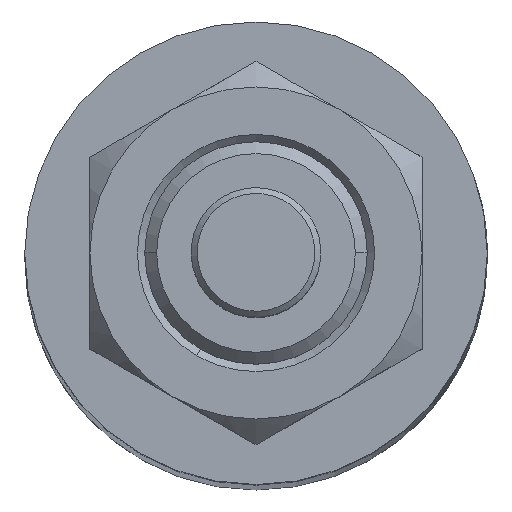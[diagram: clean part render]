
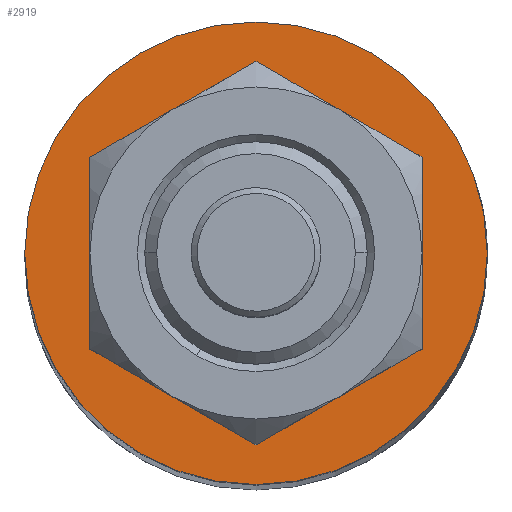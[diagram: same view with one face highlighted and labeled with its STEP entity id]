
A CAD part, top view. The second image highlights one B-rep face of the part: STEP entity #2919.
In plain terms, the highlighted planar face has unit normal (0, 0, 1).
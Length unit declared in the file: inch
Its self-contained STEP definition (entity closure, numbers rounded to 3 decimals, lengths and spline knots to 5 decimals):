
#69 = PLANE ( 'NONE',  #1837 ) ;
#129 = ORIENTED_EDGE ( 'NONE', *, *, #3132, .T. ) ;
#201 = CIRCLE ( 'NONE', #2675, 0.78 ) ;
#247 = EDGE_CURVE ( 'NONE', #298, #913, #2921, .T. ) ;
#298 = VERTEX_POINT ( 'NONE', #1694 ) ;
#350 = CARTESIAN_POINT ( 'NONE',  ( 0., 0., -0.88 ) ) ;
#458 = AXIS2_PLACEMENT_3D ( 'NONE', #2131, #647, #2379 ) ;
#562 = EDGE_LOOP ( 'NONE', ( #1239, #1156 ) ) ;
#567 = CARTESIAN_POINT ( 'NONE',  ( 0., 0.78, -0.88 ) ) ;
#606 = DIRECTION ( 'NONE',  ( 1., 0., 0. ) ) ;
#647 = DIRECTION ( 'NONE',  ( 0., 0., 1. ) ) ;
#754 = CARTESIAN_POINT ( 'NONE',  ( -0.78, 0., -0.88 ) ) ;
#762 = AXIS2_PLACEMENT_3D ( 'NONE', #945, #2679, #1203 ) ;
#783 = AXIS2_PLACEMENT_3D ( 'NONE', #2869, #1402, #3122 ) ;
#913 = VERTEX_POINT ( 'NONE', #1324 ) ;
#945 = CARTESIAN_POINT ( 'NONE',  ( 0., 0., -0.88 ) ) ;
#1010 = ORIENTED_EDGE ( 'NONE', *, *, #3006, .T. ) ;
#1061 = DIRECTION ( 'NONE',  ( 0., 0., -1. ) ) ;
#1098 = VERTEX_POINT ( 'NONE', #754 ) ;
#1156 = ORIENTED_EDGE ( 'NONE', *, *, #247, .F. ) ;
#1203 = DIRECTION ( 'NONE',  ( 1., 0., 0. ) ) ;
#1239 = ORIENTED_EDGE ( 'NONE', *, *, #3127, .F. ) ;
#1324 = CARTESIAN_POINT ( 'NONE',  ( 0.373, 0., -0.88 ) ) ;
#1402 = DIRECTION ( 'NONE',  ( 0., 0., 1. ) ) ;
#1446 = CIRCLE ( 'NONE', #458, 0.373 ) ;
#1675 = FACE_BOUND ( 'NONE', #562, .T. ) ;
#1694 = CARTESIAN_POINT ( 'NONE',  ( -0.373, 0., -0.88 ) ) ;
#1837 = AXIS2_PLACEMENT_3D ( 'NONE', #567, #1061, #2789 ) ;
#2083 = DIRECTION ( 'NONE',  ( 0., 0., 1. ) ) ;
#2131 = CARTESIAN_POINT ( 'NONE',  ( 0., 0., -0.88 ) ) ;
#2159 = EDGE_LOOP ( 'NONE', ( #129, #1010 ) ) ;
#2379 = DIRECTION ( 'NONE',  ( 1., 0., 0. ) ) ;
#2543 = VERTEX_POINT ( 'NONE', #2873 ) ;
#2675 = AXIS2_PLACEMENT_3D ( 'NONE', #350, #2083, #606 ) ;
#2679 = DIRECTION ( 'NONE',  ( 0., 0., 1. ) ) ;
#2789 = DIRECTION ( 'NONE',  ( -1., 0., 0. ) ) ;
#2869 = CARTESIAN_POINT ( 'NONE',  ( 0., 0., -0.88 ) ) ;
#2873 = CARTESIAN_POINT ( 'NONE',  ( 0.78, 0., -0.88 ) ) ;
#2919 = ADVANCED_FACE ( 'NONE', ( #2984, #1675 ), #69, .F. ) ;
#2921 = CIRCLE ( 'NONE', #762, 0.373 ) ;
#2984 = FACE_OUTER_BOUND ( 'NONE', #2159, .T. ) ;
#3006 = EDGE_CURVE ( 'NONE', #1098, #2543, #201, .T. ) ;
#3021 = CIRCLE ( 'NONE', #783, 0.78 ) ;
#3122 = DIRECTION ( 'NONE',  ( 1., 0., 0. ) ) ;
#3127 = EDGE_CURVE ( 'NONE', #913, #298, #1446, .T. ) ;
#3132 = EDGE_CURVE ( 'NONE', #2543, #1098, #3021, .T. ) ;
